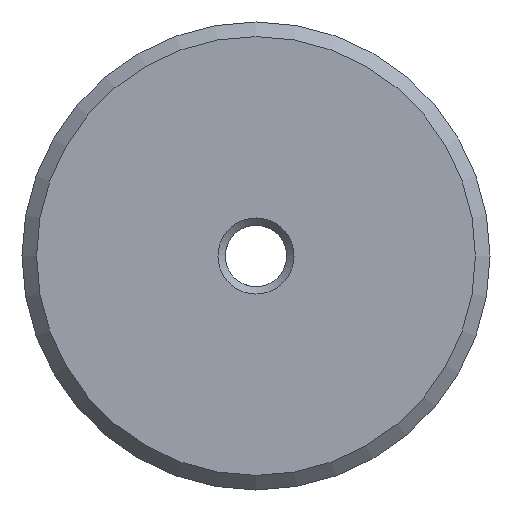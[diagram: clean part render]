
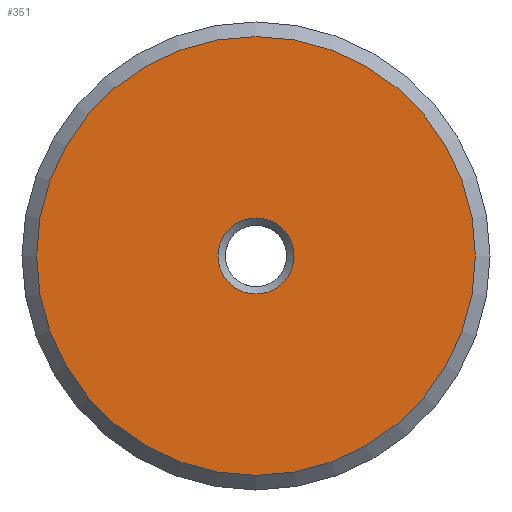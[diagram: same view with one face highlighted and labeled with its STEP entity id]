
A CAD part, left-side view. The second image highlights one B-rep face of the part: STEP entity #351.
In plain terms, the highlighted planar face has unit normal (-1, 0, 0).
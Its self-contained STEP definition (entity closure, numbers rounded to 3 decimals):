
#3 = CARTESIAN_POINT ( 'NONE',  ( 0., 0., 15. ) ) ;
#59 = CIRCLE ( 'NONE', #225, 2.6 ) ;
#121 = CIRCLE ( 'NONE', #167, 15. ) ;
#131 = DIRECTION ( 'NONE',  ( 0., 0., 1. ) ) ;
#132 = DIRECTION ( 'NONE',  ( -1., 0., 0. ) ) ;
#167 = AXIS2_PLACEMENT_3D ( 'NONE', #485, #132, #131 ) ;
#185 = EDGE_CURVE ( 'NONE', #321, #321, #121, .T. ) ;
#195 = EDGE_LOOP ( 'NONE', ( #422 ) ) ;
#207 = VERTEX_POINT ( 'NONE', #645 ) ;
#225 = AXIS2_PLACEMENT_3D ( 'NONE', #279, #341, #230 ) ;
#230 = DIRECTION ( 'NONE',  ( 0., 0., 1. ) ) ;
#249 = EDGE_LOOP ( 'NONE', ( #392 ) ) ;
#279 = CARTESIAN_POINT ( 'NONE',  ( 0., 0., 0. ) ) ;
#301 = AXIS2_PLACEMENT_3D ( 'NONE', #342, #555, #655 ) ;
#315 = FACE_OUTER_BOUND ( 'NONE', #195, .T. ) ;
#321 = VERTEX_POINT ( 'NONE', #3 ) ;
#341 = DIRECTION ( 'NONE',  ( -1., 0., 0. ) ) ;
#342 = CARTESIAN_POINT ( 'NONE',  ( 0., 2.6, 0. ) ) ;
#351 = ADVANCED_FACE ( 'NONE', ( #633, #315 ), #437, .F. ) ;
#356 = EDGE_CURVE ( 'NONE', #207, #207, #59, .T. ) ;
#392 = ORIENTED_EDGE ( 'NONE', *, *, #356, .F. ) ;
#422 = ORIENTED_EDGE ( 'NONE', *, *, #185, .T. ) ;
#437 = PLANE ( 'NONE',  #301 ) ;
#485 = CARTESIAN_POINT ( 'NONE',  ( 0., 0., 0. ) ) ;
#555 = DIRECTION ( 'NONE',  ( 1., 0., 0. ) ) ;
#633 = FACE_BOUND ( 'NONE', #249, .T. ) ;
#645 = CARTESIAN_POINT ( 'NONE',  ( 0., 0., 2.6 ) ) ;
#655 = DIRECTION ( 'NONE',  ( 0., 0., -1. ) ) ;
